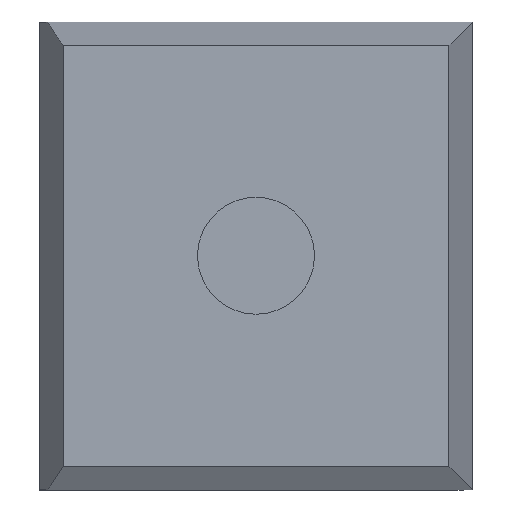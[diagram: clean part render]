
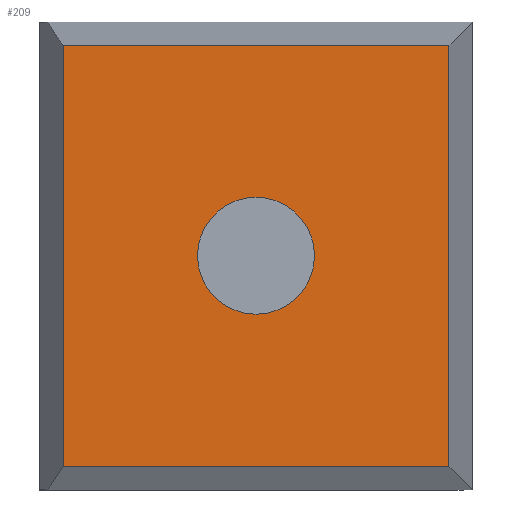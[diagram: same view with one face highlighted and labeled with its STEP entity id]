
A CAD part, top view. The second image highlights one B-rep face of the part: STEP entity #209.
In plain terms, the highlighted planar face has unit normal (0, 0, 1).
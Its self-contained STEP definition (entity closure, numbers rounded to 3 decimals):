
#14=LINE('',#317,#39);
#16=LINE('',#321,#41);
#17=LINE('',#323,#42);
#18=LINE('',#325,#43);
#39=VECTOR('',#261,1000.);
#41=VECTOR('',#265,1000.);
#42=VECTOR('',#266,1000.);
#43=VECTOR('',#267,1000.);
#70=ORIENTED_EDGE('',*,*,#118,.T.);
#71=ORIENTED_EDGE('',*,*,#123,.T.);
#72=ORIENTED_EDGE('',*,*,#121,.T.);
#73=ORIENTED_EDGE('',*,*,#124,.T.);
#74=ORIENTED_EDGE('',*,*,#125,.T.);
#118=EDGE_CURVE('',#145,#145,#163,.T.);
#121=EDGE_CURVE('',#149,#148,#14,.T.);
#123=EDGE_CURVE('',#150,#149,#16,.T.);
#124=EDGE_CURVE('',#148,#151,#17,.T.);
#125=EDGE_CURVE('',#151,#150,#18,.T.);
#145=VERTEX_POINT('',#310);
#148=VERTEX_POINT('',#316);
#149=VERTEX_POINT('',#318);
#150=VERTEX_POINT('',#322);
#151=VERTEX_POINT('',#324);
#163=CIRCLE('',#235,1.25);
#168=EDGE_LOOP('',(#70));
#169=EDGE_LOOP('',(#71,#72,#73,#74));
#183=FACE_BOUND('',#168,.T.);
#184=FACE_BOUND('',#169,.T.);
#196=PLANE('',#237);
#209=ADVANCED_FACE('',(#183,#184),#196,.T.);
#235=AXIS2_PLACEMENT_3D('',#309,#255,#256);
#237=AXIS2_PLACEMENT_3D('',#320,#263,#264);
#255=DIRECTION('',(0.,0.,-1.));
#256=DIRECTION('',(1.,0.,0.));
#261=DIRECTION('',(-1.,0.,0.));
#263=DIRECTION('',(0.,0.,1.));
#264=DIRECTION('',(-1.,0.,0.));
#265=DIRECTION('',(0.,1.,0.));
#266=DIRECTION('',(0.,-1.,0.));
#267=DIRECTION('',(1.,0.,0.));
#309=CARTESIAN_POINT('',(145.225,-113.,6.07));
#310=CARTESIAN_POINT('',(146.475,-113.,6.07));
#316=CARTESIAN_POINT('',(141.1,-108.5,6.07));
#317=CARTESIAN_POINT('',(149.35,-108.5,6.07));
#318=CARTESIAN_POINT('',(149.35,-108.5,6.07));
#320=CARTESIAN_POINT('',(145.225,-113.,6.07));
#321=CARTESIAN_POINT('',(149.35,-118.,6.07));
#322=CARTESIAN_POINT('',(149.35,-117.5,6.07));
#323=CARTESIAN_POINT('',(141.1,-108.,6.07));
#324=CARTESIAN_POINT('',(141.1,-117.5,6.07));
#325=CARTESIAN_POINT('',(141.1,-117.5,6.07));
